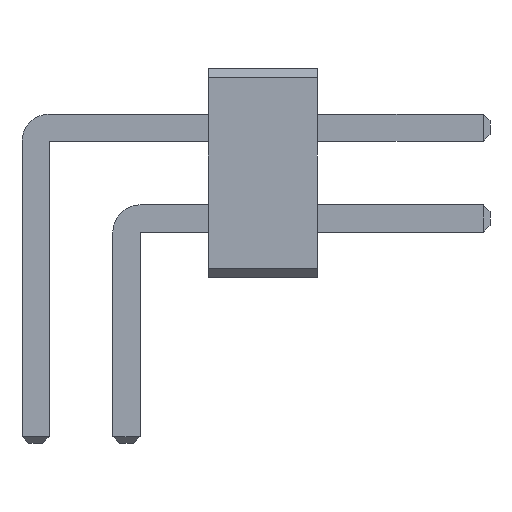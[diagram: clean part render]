
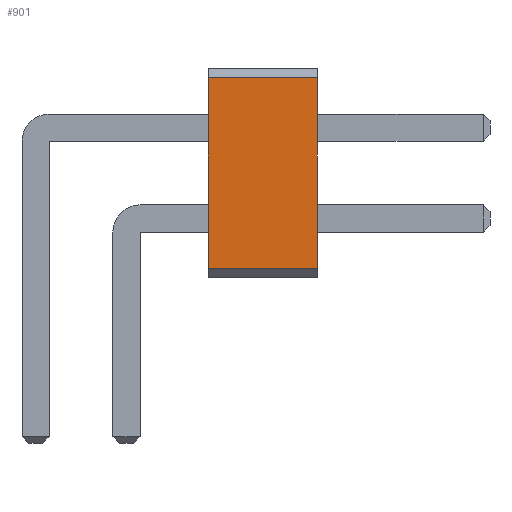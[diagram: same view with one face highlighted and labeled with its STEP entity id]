
A CAD part, front view. The second image highlights one B-rep face of the part: STEP entity #901.
In plain terms, the highlighted planar face has unit normal (0, -1, 0).
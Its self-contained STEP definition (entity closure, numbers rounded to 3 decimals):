
#13=DIRECTION('',(0.,0.,1.));
#27=VECTOR('',#28,1.);
#28=DIRECTION('',(1.,0.,0.));
#57=DIRECTION('',(0.,-1.,0.));
#888=VERTEX_POINT('',#889);
#889=CARTESIAN_POINT('',(3.1,-14.5,0.1));
#892=EDGE_CURVE('',#893,#888,#895,.T.);
#893=VERTEX_POINT('',#894);
#894=CARTESIAN_POINT('',(1.9,-14.5,0.1));
#895=LINE('',#894,#27);
#901=ADVANCED_FACE('',(#902),#919,.T.);
#902=FACE_BOUND('',#903,.T.);
#903=EDGE_LOOP('',(#904,#905,#911,#916));
#904=ORIENTED_EDGE('',*,*,#892,.T.);
#905=ORIENTED_EDGE('',*,*,#906,.T.);
#906=EDGE_CURVE('',#888,#907,#909,.T.);
#907=VERTEX_POINT('',#908);
#908=CARTESIAN_POINT('',(3.1,-14.5,2.2));
#909=LINE('',#889,#910);
#910=VECTOR('',#13,1.);
#911=ORIENTED_EDGE('',*,*,#912,.F.);
#912=EDGE_CURVE('',#913,#907,#915,.T.);
#913=VERTEX_POINT('',#914);
#914=CARTESIAN_POINT('',(1.9,-14.5,2.2));
#915=LINE('',#914,#27);
#916=ORIENTED_EDGE('',*,*,#917,.F.);
#917=EDGE_CURVE('',#893,#913,#918,.T.);
#918=LINE('',#894,#910);
#919=PLANE('',#920);
#920=AXIS2_PLACEMENT_3D('',#894,#57,#13);
